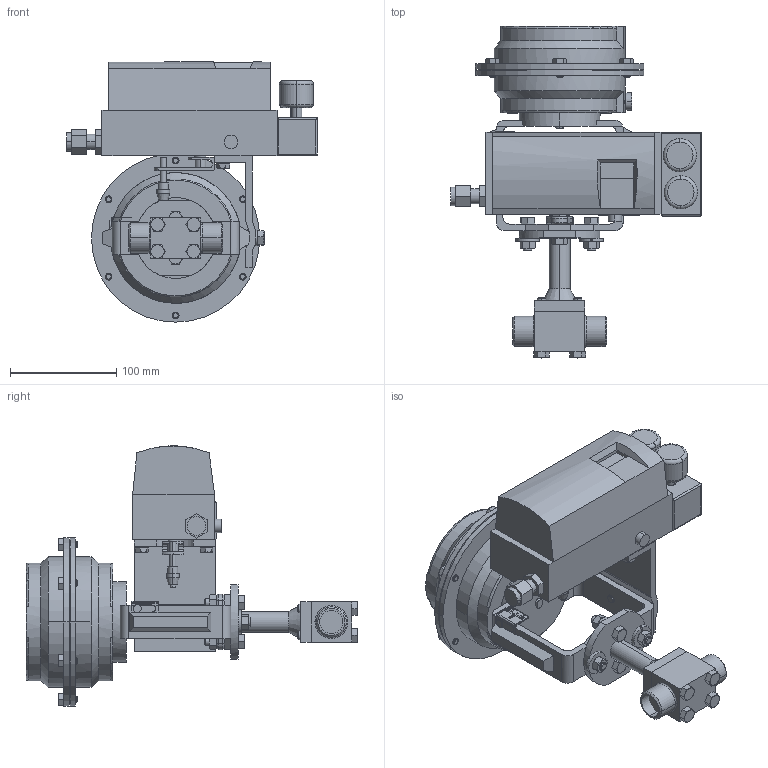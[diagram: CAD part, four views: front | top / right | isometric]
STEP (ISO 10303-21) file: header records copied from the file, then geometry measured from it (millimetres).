
FILE_DESCRIPTION (( 'STEP AP203' ), '1' );
FILE_NAME ('708SP-050-CB+HC+SB+A2-SW-14M-16IQ.STEP', '2017-09-14T12:37:23', ( '' ), ( '' ), 'SwSTEP 2.0', 'SolidWorks 2014', '' );
FILE_SCHEMA (( 'CONFIG_CONTROL_DESIGN' ));
Length unit declared in the file: inch
Products named in the file (1): 708SP-050-CB+HC+SB+A2-SW-14M-16IQ
Bounding box: 236.54 x 312.98 x 245.46 mm (x, y, z)
Volume: 2573961.9 mm3; surface area: 249665 mm2
Topology: 1 solids, 1 shells, 883 faces, 2129 edges, 1321 vertices
Faces by surface type: plane 419, cone 187, cylinder 183, bspline 62, torus 30, sphere 2
Entity records: 33212 total; most frequent: CARTESIAN_POINT 13207, ORIENTED_EDGE 4250, DIRECTION 3918, EDGE_CURVE 2125, AXIS2_PLACEMENT_3D 1431, VERTEX_POINT 1321, VECTOR 1056, LINE 1056
